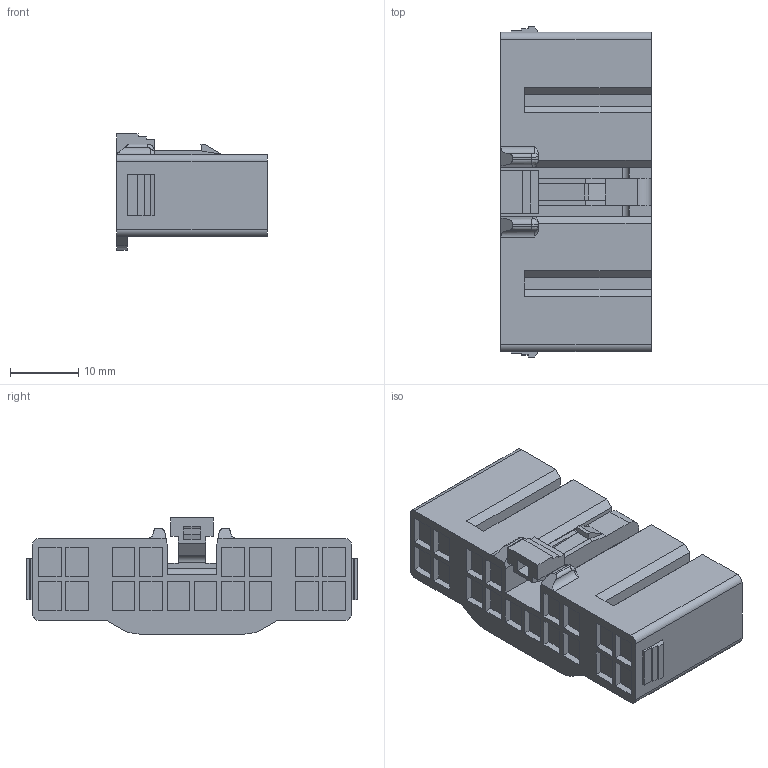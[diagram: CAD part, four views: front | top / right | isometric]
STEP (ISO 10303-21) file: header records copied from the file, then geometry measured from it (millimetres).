
FILE_DESCRIPTION(/* description */ (''),/* implementation_level */ '2;1');
FILE_NAME(/* name */ '090IIU-18S.stp',/* time_stamp */ '2024-06-13T20:47:56-05:00',/* author */ (''),/* organization */ ('Corsa Technic, LLC'),/* preprocessor_version */ 'ST-DEVELOPER v20',/* originating_system */ 'Autodesk Translation Framework v13.14.0.145',/* authorisation */ '3D design STEP models are provided for reference only. STEP models DO NOT provide accurate tolerance information and the model may not be constructed to the nominal nor the manufacturing-optimized version of the design. User assumes all risks from use of these models. Corsa Technic, LLC makes no representation or warranty (expressed or implied) with respect to the STEP models, including but not limited to the accuracy or completeness of product dimensions or any other technical specifications contained in or accompanying the STEP models, non-infringement of third party rights, and quality, suitability, fitness for purpose or title.');
FILE_SCHEMA (('AUTOMOTIVE_DESIGN { 1 0 10303 214 3 1 1 }'));
Length unit declared in the file: millimetre
Products named in the file (1): 090IIU-18S
Bounding box: 22 x 48.3 x 17 mm (x, y, z)
Volume: 11031 mm3; surface area: 5255.6 mm2
Topology: 1 solids, 1 shells, 309 faces, 790 edges, 520 vertices
Faces by surface type: plane 284, cylinder 16, bspline 7, torus 2
Entity records: 9631 total; most frequent: CARTESIAN_POINT 2115, ORIENTED_EDGE 1580, DIRECTION 1410, EDGE_CURVE 790, LINE 740, VECTOR 740, VERTEX_POINT 520, EDGE_LOOP 348
